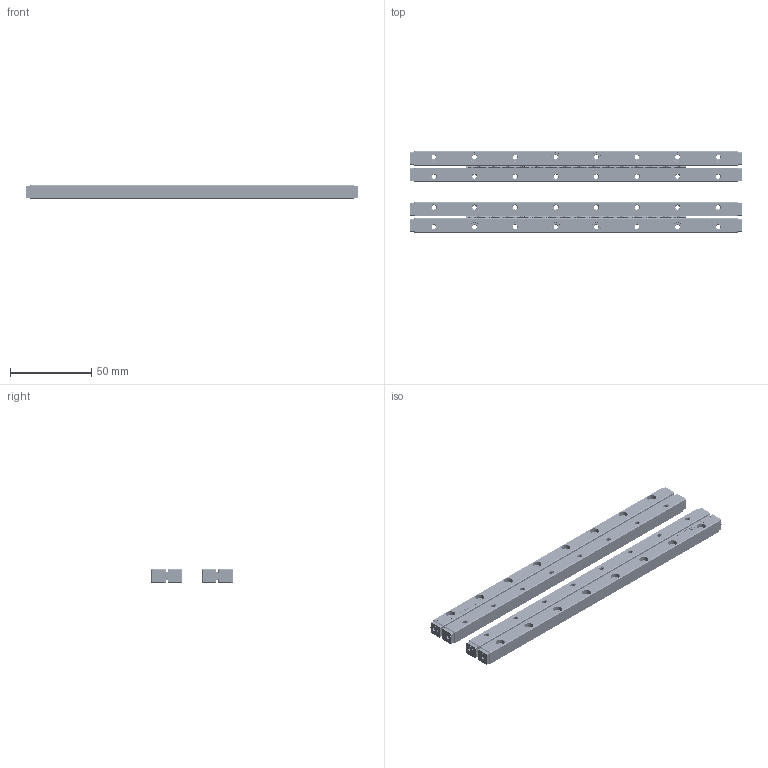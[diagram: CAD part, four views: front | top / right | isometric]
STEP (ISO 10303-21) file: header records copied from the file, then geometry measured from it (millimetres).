
FILE_DESCRIPTION(/* description */ (''),/* implementation_level */ '2;1');
FILE_NAME(/* name */ 'Set RNG-4200x30KRE_stp_stp.stp',/* time_stamp */ '2025-06-03T10:29:17+02:00',/* author */ (''),/* organization */ (''),/* preprocessor_version */ 'ST-DEVELOPER v16.7',/* originating_system */ 'SIEMENS PLM Software NX 12.0',/* authorisation */ '');
FILE_SCHEMA (('AUTOMOTIVE_DESIGN { 1 0 10303 214 3 1 1 1 }'));
Products named in the file (1): Set RNG-4200x30KRE_stp_stp
Bounding box: 204.4 x 50 x 9 mm (x, y, z)
Volume: 59972.4 mm3; surface area: 47570.3 mm2
Topology: 84 solids, 84 shells, 4068 faces, 10976 edges, 7180 vertices
Faces by surface type: plane 1740, cylinder 1224, torus 480, bspline 360, cone 264
Full cylindrical faces by diameter (mm): 0.5 x248, 2 x60, 2.26 x8, 2.65 x32, 3 x8, 3.2 x8, 3.5 x8, 4 x60, 5.5 x32, 6 x8
Entity records: 136601 total; most frequent: CARTESIAN_POINT 29007, DIRECTION 20214, ORIENTED_EDGE 19968, EDGE_CURVE 9984, AXIS2_PLACEMENT_3D 7481, VERTEX_POINT 6932, EDGE_LOOP 5476, LINE 5252
